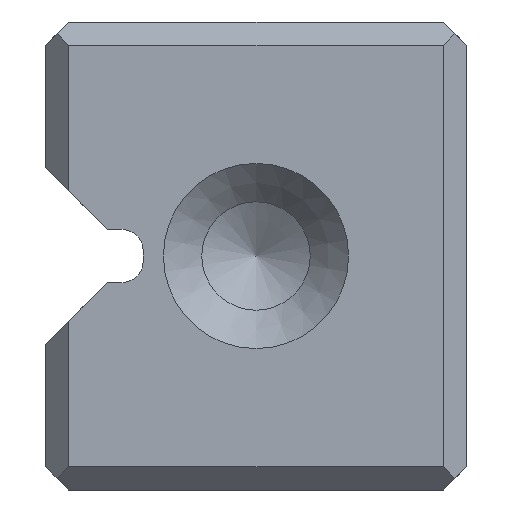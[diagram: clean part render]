
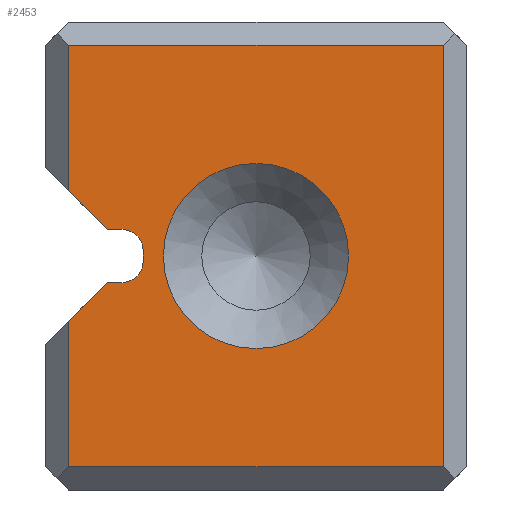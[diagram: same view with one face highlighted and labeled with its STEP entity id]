
A CAD part, left-side view. The second image highlights one B-rep face of the part: STEP entity #2453.
In plain terms, the highlighted planar face has unit normal (-1, 0, 0).
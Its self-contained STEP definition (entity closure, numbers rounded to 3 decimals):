
#2453=ADVANCED_FACE('',(#3334,#3335),#2821,.T.);
#2821=PLANE('',#8616);
#3063=CIRCLE('',#8613,4.35);
#3064=CIRCLE('',#8614,1.);
#3065=CIRCLE('',#8615,1.);
#3334=FACE_BOUND('',#3500,.T.);
#3335=FACE_BOUND('',#3501,.T.);
#3500=EDGE_LOOP('',(#4174));
#3501=EDGE_LOOP('',(#4175,#4176,#4177,#4178,#4179,#4180,#4181,#4182,#4183,
#4184,#4185,#4186));
#4174=ORIENTED_EDGE('',*,*,#6612,.T.);
#4175=ORIENTED_EDGE('',*,*,#6613,.T.);
#4176=ORIENTED_EDGE('',*,*,#6614,.T.);
#4177=ORIENTED_EDGE('',*,*,#6615,.T.);
#4178=ORIENTED_EDGE('',*,*,#6616,.T.);
#4179=ORIENTED_EDGE('',*,*,#6617,.T.);
#4180=ORIENTED_EDGE('',*,*,#6618,.T.);
#4181=ORIENTED_EDGE('',*,*,#6619,.T.);
#4182=ORIENTED_EDGE('',*,*,#6620,.T.);
#4183=ORIENTED_EDGE('',*,*,#6621,.T.);
#4184=ORIENTED_EDGE('',*,*,#6622,.F.);
#4185=ORIENTED_EDGE('',*,*,#6623,.F.);
#4186=ORIENTED_EDGE('',*,*,#6624,.T.);
#5986=VERTEX_POINT('',#11012);
#5987=VERTEX_POINT('',#11014);
#5988=VERTEX_POINT('',#11015);
#5989=VERTEX_POINT('',#11017);
#5990=VERTEX_POINT('',#11019);
#5991=VERTEX_POINT('',#11021);
#5992=VERTEX_POINT('',#11023);
#5993=VERTEX_POINT('',#11025);
#5994=VERTEX_POINT('',#11027);
#5995=VERTEX_POINT('',#11029);
#5996=VERTEX_POINT('',#11031);
#5997=VERTEX_POINT('',#11033);
#5998=VERTEX_POINT('',#11035);
#6612=EDGE_CURVE('',#5986,#5986,#3063,.T.);
#6613=EDGE_CURVE('',#5987,#5988,#7433,.T.);
#6614=EDGE_CURVE('',#5988,#5989,#7434,.T.);
#6615=EDGE_CURVE('',#5989,#5990,#7435,.T.);
#6616=EDGE_CURVE('',#5990,#5991,#7436,.T.);
#6617=EDGE_CURVE('',#5991,#5992,#7437,.T.);
#6618=EDGE_CURVE('',#5992,#5993,#7438,.T.);
#6619=EDGE_CURVE('',#5993,#5994,#3064,.T.);
#6620=EDGE_CURVE('',#5994,#5995,#7439,.T.);
#6621=EDGE_CURVE('',#5995,#5996,#3065,.T.);
#6622=EDGE_CURVE('',#5997,#5996,#7440,.T.);
#6623=EDGE_CURVE('',#5998,#5997,#7441,.T.);
#6624=EDGE_CURVE('',#5998,#5987,#7442,.T.);
#7433=LINE('',#11013,#8095);
#7434=LINE('',#11016,#8096);
#7435=LINE('',#11018,#8097);
#7436=LINE('',#11020,#8098);
#7437=LINE('',#11022,#8099);
#7438=LINE('',#11024,#8100);
#7439=LINE('',#11028,#8101);
#7440=LINE('',#11032,#8102);
#7441=LINE('',#11034,#8103);
#7442=LINE('',#11036,#8104);
#8095=VECTOR('',#9124,1.);
#8096=VECTOR('',#9125,1.);
#8097=VECTOR('',#9126,1.);
#8098=VECTOR('',#9127,1.);
#8099=VECTOR('',#9128,1.);
#8100=VECTOR('',#9129,1.);
#8101=VECTOR('',#9132,1.);
#8102=VECTOR('',#9135,1.);
#8103=VECTOR('',#9136,1.);
#8104=VECTOR('',#9137,1.);
#8613=AXIS2_PLACEMENT_3D('',#11011,#9122,#9123);
#8614=AXIS2_PLACEMENT_3D('',#11026,#9130,#9131);
#8615=AXIS2_PLACEMENT_3D('',#11030,#9133,#9134);
#8616=AXIS2_PLACEMENT_3D('',#11037,#9138,#9139);
#9122=DIRECTION('',(1.,0.,0.));
#9123=DIRECTION('',(0.,0.,-1.));
#9124=DIRECTION('',(0.,-1.,0.));
#9125=DIRECTION('',(0.,0.,1.));
#9126=DIRECTION('',(0.,1.,0.));
#9127=DIRECTION('',(0.,0.,-1.));
#9128=DIRECTION('',(0.,-0.707,-0.707));
#9129=DIRECTION('',(0.,-1.,0.));
#9130=DIRECTION('',(1.,0.,0.));
#9131=DIRECTION('',(0.,0.,1.));
#9132=DIRECTION('',(0.,0.,-1.));
#9133=DIRECTION('',(1.,0.,0.));
#9134=DIRECTION('',(0.,0.,1.));
#9135=DIRECTION('',(0.,-1.,0.));
#9136=DIRECTION('',(0.,-0.707,0.707));
#9137=DIRECTION('',(0.,0.,-1.));
#9138=DIRECTION('',(-1.,0.,0.));
#9139=DIRECTION('',(0.,0.,-1.));
#11011=CARTESIAN_POINT('',(0.,9.9,11.));
#11012=CARTESIAN_POINT('',(0.,9.9,6.65));
#11013=CARTESIAN_POINT('',(0.,9.9,1.1));
#11014=CARTESIAN_POINT('',(0.,18.7,1.1));
#11015=CARTESIAN_POINT('',(0.,1.1,1.1));
#11016=CARTESIAN_POINT('',(0.,1.1,0.));
#11017=CARTESIAN_POINT('',(0.,1.1,20.9));
#11018=CARTESIAN_POINT('',(0.,9.9,20.9));
#11019=CARTESIAN_POINT('',(0.,18.7,20.9));
#11020=CARTESIAN_POINT('',(0.,18.7,0.));
#11021=CARTESIAN_POINT('',(0.,18.7,14.064));
#11022=CARTESIAN_POINT('',(0.,19.8,15.164));
#11023=CARTESIAN_POINT('',(0.,16.886,12.25));
#11024=CARTESIAN_POINT('',(0.,15.2,12.25));
#11025=CARTESIAN_POINT('',(0.,16.2,12.25));
#11026=CARTESIAN_POINT('',(0.,16.2,11.25));
#11027=CARTESIAN_POINT('',(0.,15.2,11.25));
#11028=CARTESIAN_POINT('',(0.,15.2,12.25));
#11029=CARTESIAN_POINT('',(0.,15.2,10.75));
#11030=CARTESIAN_POINT('',(0.,16.2,10.75));
#11031=CARTESIAN_POINT('',(0.,16.2,9.75));
#11032=CARTESIAN_POINT('',(0.,15.2,9.75));
#11033=CARTESIAN_POINT('',(0.,16.886,9.75));
#11034=CARTESIAN_POINT('',(0.,19.8,6.836));
#11035=CARTESIAN_POINT('',(0.,18.7,7.936));
#11036=CARTESIAN_POINT('',(0.,18.7,0.));
#11037=CARTESIAN_POINT('',(0.,9.9,0.));
